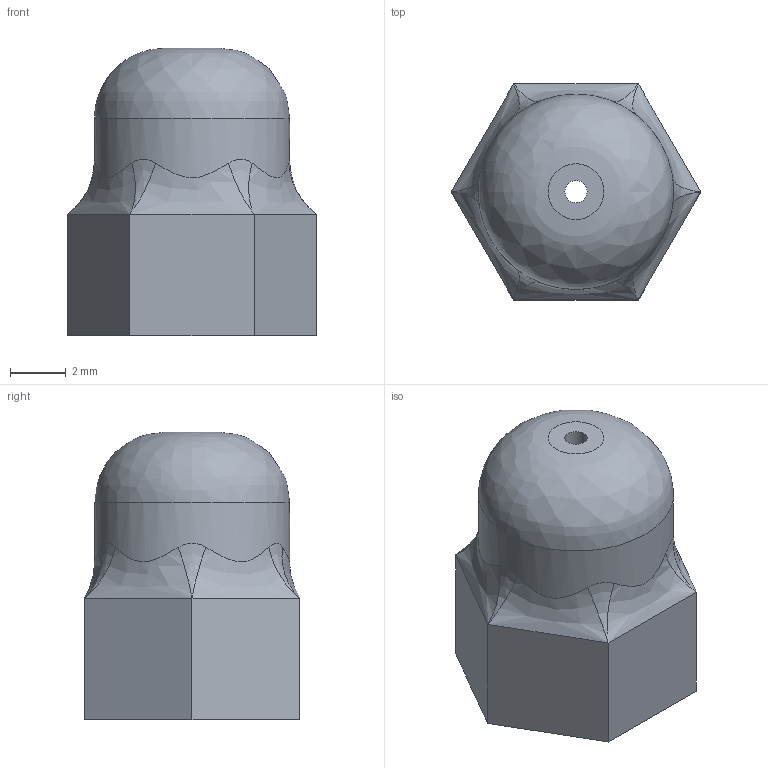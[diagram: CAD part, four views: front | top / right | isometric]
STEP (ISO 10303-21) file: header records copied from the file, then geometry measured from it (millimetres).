
FILE_DESCRIPTION(/* description */ (''),/* implementation_level */ '2;1');
FILE_NAME(/* name */ 'M5acronnuterotoforgetool v2.step',/* time_stamp */ '2023-01-31T13:07:10-06:00',/* author */ (''),/* organization */ (''),/* preprocessor_version */ 'ST-DEVELOPER v19.2',/* originating_system */ 'Autodesk Translation Framework v11.17.0.187',/* authorisation */ '');
FILE_SCHEMA (('AUTOMOTIVE_DESIGN { 1 0 10303 214 3 1 1 }'));
Length unit declared in the file: millimetre
Products named in the file (1): M5acronnuterotoforgetool
Bounding box: 8.95 x 7.75 x 10.31 mm (x, y, z)
Volume: 279.4 mm3; surface area: 545 mm2
Topology: 1 solids, 1 shells, 52 faces, 141 edges, 86 vertices
Faces by surface type: cylinder 28, bspline 15, plane 9
Full cylindrical faces by diameter (mm): 0.8 x1, 4.234 x7, 5.12 x3, 7 x1
Entity records: 3467 total; most frequent: CARTESIAN_POINT 2313, ORIENTED_EDGE 270, DIRECTION 166, EDGE_CURVE 135, VERTEX_POINT 86, B_SPLINE_CURVE_WITH_KNOTS 68, AXIS2_PLACEMENT_3D 61, EDGE_LOOP 55
